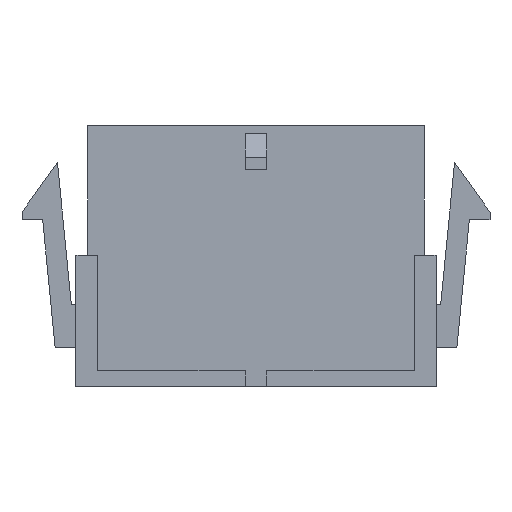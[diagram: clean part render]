
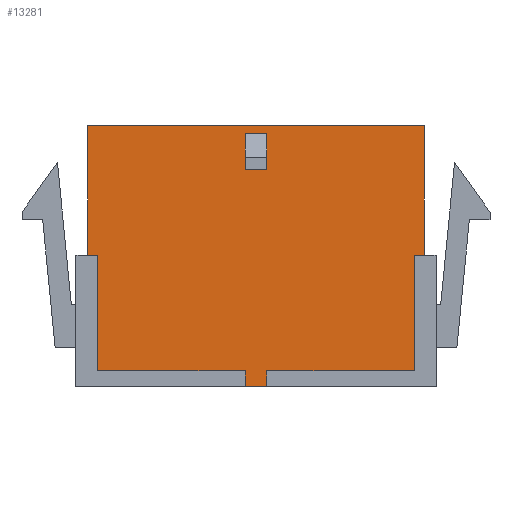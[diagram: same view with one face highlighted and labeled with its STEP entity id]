
A CAD part, front view. The second image highlights one B-rep face of the part: STEP entity #13281.
In plain terms, the highlighted planar face has unit normal (0, -1, 0).
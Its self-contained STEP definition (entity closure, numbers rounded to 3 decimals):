
#1192=ORIENTED_EDGE('',*,*,#4979,.T.);
#1193=ORIENTED_EDGE('',*,*,#4980,.T.);
#1194=ORIENTED_EDGE('',*,*,#4981,.F.);
#1195=ORIENTED_EDGE('',*,*,#4982,.F.);
#1196=ORIENTED_EDGE('',*,*,#4975,.T.);
#1197=ORIENTED_EDGE('',*,*,#4131,.T.);
#1198=ORIENTED_EDGE('',*,*,#4968,.F.);
#1199=ORIENTED_EDGE('',*,*,#4983,.F.);
#1200=ORIENTED_EDGE('',*,*,#4984,.T.);
#1201=ORIENTED_EDGE('',*,*,#4985,.T.);
#1202=ORIENTED_EDGE('',*,*,#4986,.T.);
#1203=ORIENTED_EDGE('',*,*,#4987,.F.);
#1204=ORIENTED_EDGE('',*,*,#4988,.F.);
#1205=ORIENTED_EDGE('',*,*,#4989,.F.);
#1206=ORIENTED_EDGE('',*,*,#4990,.T.);
#1207=ORIENTED_EDGE('',*,*,#4991,.T.);
#4131=EDGE_CURVE('',#6070,#6068,#7329,.T.);
#4968=EDGE_CURVE('',#6813,#6068,#8140,.T.);
#4975=EDGE_CURVE('',#6820,#6070,#8147,.T.);
#4979=EDGE_CURVE('',#6823,#6824,#8151,.T.);
#4980=EDGE_CURVE('',#6824,#6825,#8152,.T.);
#4981=EDGE_CURVE('',#6826,#6825,#8153,.T.);
#4982=EDGE_CURVE('',#6820,#6826,#8154,.T.);
#4983=EDGE_CURVE('',#6827,#6813,#8155,.T.);
#4984=EDGE_CURVE('',#6827,#6828,#8156,.T.);
#4985=EDGE_CURVE('',#6828,#6829,#8157,.T.);
#4986=EDGE_CURVE('',#6829,#6830,#8158,.T.);
#4987=EDGE_CURVE('',#6823,#6830,#8159,.T.);
#4988=EDGE_CURVE('',#6831,#6832,#8160,.T.);
#4989=EDGE_CURVE('',#6833,#6831,#8161,.T.);
#4990=EDGE_CURVE('',#6833,#6834,#8162,.T.);
#4991=EDGE_CURVE('',#6834,#6832,#8163,.T.);
#6068=VERTEX_POINT('',#18346);
#6070=VERTEX_POINT('',#18349);
#6813=VERTEX_POINT('',#20034);
#6820=VERTEX_POINT('',#20050);
#6823=VERTEX_POINT('',#20058);
#6824=VERTEX_POINT('',#20059);
#6825=VERTEX_POINT('',#20061);
#6826=VERTEX_POINT('',#20063);
#6827=VERTEX_POINT('',#20066);
#6828=VERTEX_POINT('',#20068);
#6829=VERTEX_POINT('',#20070);
#6830=VERTEX_POINT('',#20072);
#6831=VERTEX_POINT('',#20075);
#6832=VERTEX_POINT('',#20076);
#6833=VERTEX_POINT('',#20078);
#6834=VERTEX_POINT('',#20080);
#7329=LINE('',#18348,#9218);
#8140=LINE('',#20035,#10029);
#8147=LINE('',#20049,#10036);
#8151=LINE('',#20057,#10040);
#8152=LINE('',#20060,#10041);
#8153=LINE('',#20062,#10042);
#8154=LINE('',#20064,#10043);
#8155=LINE('',#20065,#10044);
#8156=LINE('',#20067,#10045);
#8157=LINE('',#20069,#10046);
#8158=LINE('',#20071,#10047);
#8159=LINE('',#20073,#10048);
#8160=LINE('',#20074,#10049);
#8161=LINE('',#20077,#10050);
#8162=LINE('',#20079,#10051);
#8163=LINE('',#20081,#10052);
#9218=VECTOR('',#14810,1000.);
#10029=VECTOR('',#15885,1000.);
#10036=VECTOR('',#15894,1000.);
#10040=VECTOR('',#15900,1000.);
#10041=VECTOR('',#15901,1000.);
#10042=VECTOR('',#15902,1000.);
#10043=VECTOR('',#15903,1000.);
#10044=VECTOR('',#15904,1000.);
#10045=VECTOR('',#15905,1000.);
#10046=VECTOR('',#15906,1000.);
#10047=VECTOR('',#15907,1000.);
#10048=VECTOR('',#15908,1000.);
#10049=VECTOR('',#15909,1000.);
#10050=VECTOR('',#15910,1000.);
#10051=VECTOR('',#15911,1000.);
#10052=VECTOR('',#15912,1000.);
#11122=EDGE_LOOP('',(#1192,#1193,#1194,#1195,#1196,#1197,#1198,#1199,#1200,
#1201,#1202,#1203));
#11123=EDGE_LOOP('',(#1204,#1205,#1206,#1207));
#11876=FACE_BOUND('',#11122,.T.);
#11877=FACE_BOUND('',#11123,.T.);
#12600=PLANE('',#14033);
#13281=ADVANCED_FACE('',(#11876,#11877),#12600,.T.);
#14033=AXIS2_PLACEMENT_3D('',#20056,#15898,#15899);
#14810=DIRECTION('',(-1.,0.,0.));
#15885=DIRECTION('',(0.,0.,1.));
#15894=DIRECTION('',(0.,0.,1.));
#15898=DIRECTION('',(0.,-1.,0.));
#15899=DIRECTION('',(0.,0.,-1.));
#15900=DIRECTION('',(0.,0.,1.));
#15901=DIRECTION('',(1.,0.,0.));
#15902=DIRECTION('',(0.,0.,-1.));
#15903=DIRECTION('',(-1.,0.,0.));
#15904=DIRECTION('',(-1.,0.,0.));
#15905=DIRECTION('',(0.,0.,-1.));
#15906=DIRECTION('',(1.,0.,0.));
#15907=DIRECTION('',(0.,0.,-1.));
#15908=DIRECTION('',(-1.,0.,0.));
#15909=DIRECTION('',(-1.,0.,0.));
#15910=DIRECTION('',(0.,0.,1.));
#15911=DIRECTION('',(-1.,0.,0.));
#15912=DIRECTION('',(0.,0.,1.));
#18346=CARTESIAN_POINT('',(-10.925,-3.425,8.45));
#18348=CARTESIAN_POINT('',(10.925,-3.425,8.45));
#18349=CARTESIAN_POINT('',(10.925,-3.425,8.45));
#20034=CARTESIAN_POINT('',(-10.925,-3.425,0.05));
#20035=CARTESIAN_POINT('',(-10.925,-3.425,-8.45));
#20049=CARTESIAN_POINT('',(10.925,-3.425,-8.45));
#20050=CARTESIAN_POINT('',(10.925,-3.425,0.05));
#20056=CARTESIAN_POINT('',(10.925,-3.425,-8.45));
#20057=CARTESIAN_POINT('',(0.7,-3.425,-8.45));
#20058=CARTESIAN_POINT('',(0.7,-3.425,-8.45));
#20059=CARTESIAN_POINT('',(0.7,-3.425,-7.45));
#20060=CARTESIAN_POINT('',(0.7,-3.425,-7.45));
#20061=CARTESIAN_POINT('',(10.275,-3.425,-7.45));
#20062=CARTESIAN_POINT('',(10.275,-3.425,0.05));
#20063=CARTESIAN_POINT('',(10.275,-3.425,0.05));
#20064=CARTESIAN_POINT('',(10.925,-3.425,0.05));
#20065=CARTESIAN_POINT('',(-10.275,-3.425,0.05));
#20066=CARTESIAN_POINT('',(-10.275,-3.425,0.05));
#20067=CARTESIAN_POINT('',(-10.275,-3.425,0.05));
#20068=CARTESIAN_POINT('',(-10.275,-3.425,-7.45));
#20069=CARTESIAN_POINT('',(-10.275,-3.425,-7.45));
#20070=CARTESIAN_POINT('',(-0.7,-3.425,-7.45));
#20071=CARTESIAN_POINT('',(-0.7,-3.425,-7.45));
#20072=CARTESIAN_POINT('',(-0.7,-3.425,-8.45));
#20073=CARTESIAN_POINT('',(10.925,-3.425,-8.45));
#20074=CARTESIAN_POINT('',(0.7,-3.425,7.95));
#20075=CARTESIAN_POINT('',(0.7,-3.425,7.95));
#20076=CARTESIAN_POINT('',(-0.7,-3.425,7.95));
#20077=CARTESIAN_POINT('',(0.7,-3.425,5.75));
#20078=CARTESIAN_POINT('',(0.7,-3.425,5.75));
#20079=CARTESIAN_POINT('',(0.7,-3.425,5.75));
#20080=CARTESIAN_POINT('',(-0.7,-3.425,5.75));
#20081=CARTESIAN_POINT('',(-0.7,-3.425,5.75));
